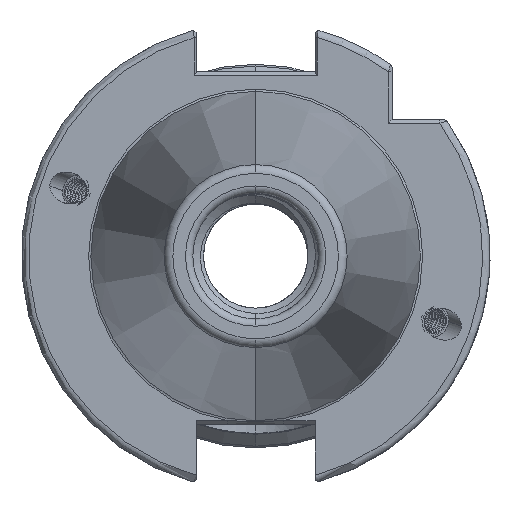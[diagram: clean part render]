
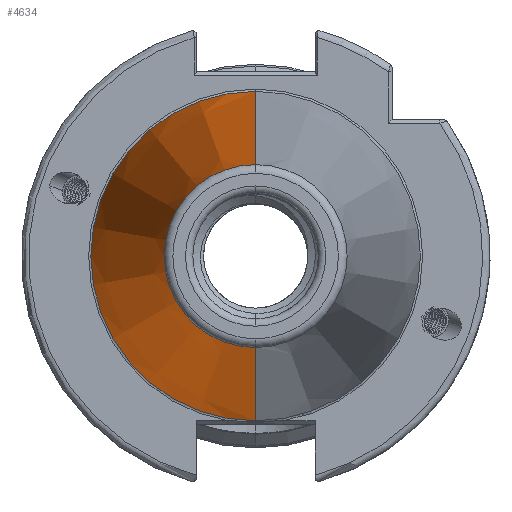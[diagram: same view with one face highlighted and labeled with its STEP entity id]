
A CAD part, left-side view. The second image highlights one B-rep face of the part: STEP entity #4634.
In plain terms, the highlighted conical face has half-angle 8.297 degrees and reference radius 22.692 mm.
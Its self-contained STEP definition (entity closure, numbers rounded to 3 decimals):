
#277 = DIRECTION ( 'NONE',  ( 0., 0., 1. ) ) ;
#291 = DIRECTION ( 'NONE',  ( 1., 0., 0. ) ) ;
#336 = CARTESIAN_POINT ( 'NONE',  ( -70.573, 0., 0. ) ) ;
#477 = CARTESIAN_POINT ( 'NONE',  ( -2.5, 0., 0. ) ) ;
#478 = DIRECTION ( 'NONE',  ( 0., 0., -1. ) ) ;
#527 = DIRECTION ( 'NONE',  ( 1., 0., 0. ) ) ;
#3943 = VERTEX_POINT ( 'NONE', #8118 ) ;
#3944 = VERTEX_POINT ( 'NONE', #8091 ) ;
#3999 = VERTEX_POINT ( 'NONE', #8167 ) ;
#4634 = ADVANCED_FACE ( 'NONE', ( #23298 ), #23309, .T. ) ;
#7338 = CARTESIAN_POINT ( 'NONE',  ( 0., 0., 0. ) ) ;
#7340 = DIRECTION ( 'NONE',  ( 1., 0., 0. ) ) ;
#7375 = DIRECTION ( 'NONE',  ( 0., 0., -1. ) ) ;
#8091 = CARTESIAN_POINT ( 'NONE',  ( -70.573, 0., 12.4 ) ) ;
#8118 = CARTESIAN_POINT ( 'NONE',  ( -70.573, 0., -12.4 ) ) ;
#8167 = CARTESIAN_POINT ( 'NONE',  ( -2.5, 0., -22.327 ) ) ;
#8587 = CARTESIAN_POINT ( 'NONE',  ( -2.5, 0., 22.327 ) ) ;
#9294 = AXIS2_PLACEMENT_3D ( 'NONE', #7338, #7340, #7375 ) ;
#9536 = EDGE_CURVE ( 'NONE', #3943, #3999, #14814, .T. ) ;
#9537 = EDGE_CURVE ( 'NONE', #3944, #18375, #14811, .T. ) ;
#9549 = EDGE_CURVE ( 'NONE', #3943, #3944, #14789, .T. ) ;
#9579 = EDGE_CURVE ( 'NONE', #3999, #18375, #14868, .T. ) ;
#14782 = VECTOR ( 'NONE', #20884, 1000. ) ;
#14789 = CIRCLE ( 'NONE', #15300, 12.4 ) ;
#14811 = LINE ( 'NONE', #20867, #14782 ) ;
#14814 = LINE ( 'NONE', #20876, #14825 ) ;
#14825 = VECTOR ( 'NONE', #20883, 1000. ) ;
#14868 = CIRCLE ( 'NONE', #15315, 22.327 ) ;
#15300 = AXIS2_PLACEMENT_3D ( 'NONE', #336, #291, #277 ) ;
#15315 = AXIS2_PLACEMENT_3D ( 'NONE', #477, #527, #478 ) ;
#18375 = VERTEX_POINT ( 'NONE', #8587 ) ;
#20867 = CARTESIAN_POINT ( 'NONE',  ( 0., 0., 22.692 ) ) ;
#20876 = CARTESIAN_POINT ( 'NONE',  ( 0., 0., -22.692 ) ) ;
#20883 = DIRECTION ( 'NONE',  ( 0.99, 0., -0.144 ) ) ;
#20884 = DIRECTION ( 'NONE',  ( 0.99, 0., 0.144 ) ) ;
#21185 = EDGE_LOOP ( 'NONE', ( #21711, #21729, #21761, #21726 ) ) ;
#21711 = ORIENTED_EDGE ( 'NONE', *, *, #9549, .T. ) ;
#21726 = ORIENTED_EDGE ( 'NONE', *, *, #9536, .F. ) ;
#21729 = ORIENTED_EDGE ( 'NONE', *, *, #9537, .T. ) ;
#21761 = ORIENTED_EDGE ( 'NONE', *, *, #9579, .F. ) ;
#23298 = FACE_OUTER_BOUND ( 'NONE', #21185, .T. ) ;
#23309 = CONICAL_SURFACE ( 'NONE', #9294, 22.692, 0.145 ) ;
